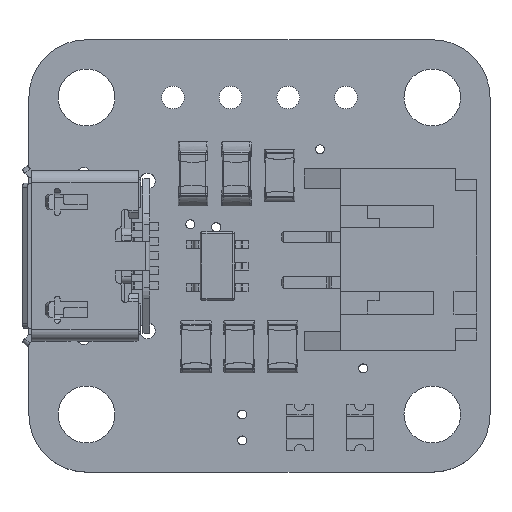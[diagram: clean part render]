
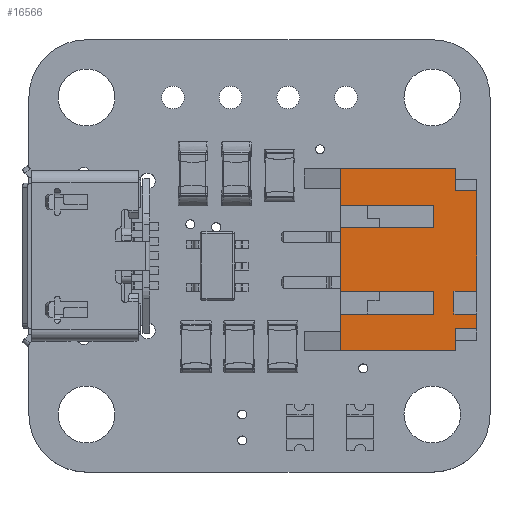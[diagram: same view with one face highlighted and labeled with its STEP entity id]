
A CAD part, top view. The second image highlights one B-rep face of the part: STEP entity #16566.
In plain terms, the highlighted planar face has unit normal (0, 0, 1).
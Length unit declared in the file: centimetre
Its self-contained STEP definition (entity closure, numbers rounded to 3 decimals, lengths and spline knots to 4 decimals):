
#1380=LINE('',#26489,#3218);
#1456=LINE('',#26645,#3294);
#1460=LINE('',#26653,#3298);
#1464=LINE('',#26661,#3302);
#1512=LINE('',#26764,#3350);
#1515=LINE('',#26769,#3353);
#1517=LINE('',#26773,#3355);
#1553=LINE('',#26842,#3391);
#1554=LINE('',#26845,#3392);
#1557=LINE('',#26851,#3395);
#1565=LINE('',#26866,#3403);
#1567=LINE('',#26870,#3405);
#1594=LINE('',#26926,#3432);
#1600=LINE('',#26933,#3438);
#1604=LINE('',#26942,#3442);
#1611=LINE('',#26956,#3449);
#1630=LINE('',#26992,#3468);
#1667=LINE('',#27067,#3505);
#1684=LINE('',#27100,#3522);
#1702=LINE('',#27131,#3540);
#3218=VECTOR('',#21117,0.1);
#3294=VECTOR('',#21227,0.1);
#3298=VECTOR('',#21231,0.1);
#3302=VECTOR('',#21235,0.1);
#3350=VECTOR('',#21315,1.);
#3353=VECTOR('',#21320,1.);
#3355=VECTOR('',#21324,1.);
#3391=VECTOR('',#21378,0.1);
#3392=VECTOR('',#21381,0.1);
#3395=VECTOR('',#21386,0.1);
#3403=VECTOR('',#21396,0.1);
#3405=VECTOR('',#21400,0.1);
#3432=VECTOR('',#21445,0.1);
#3438=VECTOR('',#21451,0.1);
#3442=VECTOR('',#21459,0.1);
#3449=VECTOR('',#21470,0.1);
#3468=VECTOR('',#21505,0.1);
#3505=VECTOR('',#21588,0.1);
#3522=VECTOR('',#21615,0.1);
#3540=VECTOR('',#21647,0.1);
#4391=PLANE('',#17851);
#5284=FACE_OUTER_BOUND('',#6240,.T.);
#6240=EDGE_LOOP('',(#14512,#14513,#14514,#14515,#14516,#14517,#14518,#14519,
#14520,#14521,#14522,#14523,#14524,#14525,#14526,#14527,#14528,#14529,#14530,
#14531));
#7940=VERTEX_POINT('',#26486);
#7941=VERTEX_POINT('',#26488);
#8003=VERTEX_POINT('',#26642);
#8004=VERTEX_POINT('',#26644);
#8007=VERTEX_POINT('',#26650);
#8008=VERTEX_POINT('',#26652);
#8011=VERTEX_POINT('',#26658);
#8012=VERTEX_POINT('',#26660);
#8050=VERTEX_POINT('',#26762);
#8051=VERTEX_POINT('',#26763);
#8052=VERTEX_POINT('',#26768);
#8053=VERTEX_POINT('',#26772);
#8077=VERTEX_POINT('',#26840);
#8078=VERTEX_POINT('',#26844);
#8080=VERTEX_POINT('',#26850);
#8087=VERTEX_POINT('',#26869);
#8107=VERTEX_POINT('',#26925);
#8110=VERTEX_POINT('',#26939);
#8111=VERTEX_POINT('',#26941);
#8116=VERTEX_POINT('',#26955);
#10014=EDGE_CURVE('',#7940,#7941,#1380,.T.);
#10092=EDGE_CURVE('',#8003,#8004,#1456,.T.);
#10096=EDGE_CURVE('',#8007,#8008,#1460,.T.);
#10100=EDGE_CURVE('',#8011,#8012,#1464,.T.);
#10151=EDGE_CURVE('',#8050,#8051,#1512,.T.);
#10154=EDGE_CURVE('',#8052,#8050,#1515,.T.);
#10156=EDGE_CURVE('',#8053,#8052,#1517,.T.);
#10192=EDGE_CURVE('',#8011,#8077,#1553,.T.);
#10193=EDGE_CURVE('',#8008,#8078,#1554,.T.);
#10196=EDGE_CURVE('',#8004,#8080,#1557,.T.);
#10204=EDGE_CURVE('',#8078,#8077,#1565,.T.);
#10206=EDGE_CURVE('',#8080,#8087,#1567,.T.);
#10233=EDGE_CURVE('',#8107,#8053,#1594,.T.);
#10239=EDGE_CURVE('',#8051,#7941,#1600,.T.);
#10243=EDGE_CURVE('',#8111,#8110,#1604,.T.);
#10250=EDGE_CURVE('',#8012,#8116,#1611,.T.);
#10269=EDGE_CURVE('',#7940,#8116,#1630,.T.);
#10306=EDGE_CURVE('',#8007,#8087,#1667,.T.);
#10323=EDGE_CURVE('',#8110,#8107,#1684,.T.);
#10341=EDGE_CURVE('',#8003,#8111,#1702,.T.);
#14512=ORIENTED_EDGE('',*,*,#10151,.T.);
#14513=ORIENTED_EDGE('',*,*,#10239,.T.);
#14514=ORIENTED_EDGE('',*,*,#10014,.F.);
#14515=ORIENTED_EDGE('',*,*,#10269,.T.);
#14516=ORIENTED_EDGE('',*,*,#10250,.F.);
#14517=ORIENTED_EDGE('',*,*,#10100,.F.);
#14518=ORIENTED_EDGE('',*,*,#10192,.T.);
#14519=ORIENTED_EDGE('',*,*,#10204,.F.);
#14520=ORIENTED_EDGE('',*,*,#10193,.F.);
#14521=ORIENTED_EDGE('',*,*,#10096,.F.);
#14522=ORIENTED_EDGE('',*,*,#10306,.T.);
#14523=ORIENTED_EDGE('',*,*,#10206,.F.);
#14524=ORIENTED_EDGE('',*,*,#10196,.F.);
#14525=ORIENTED_EDGE('',*,*,#10092,.F.);
#14526=ORIENTED_EDGE('',*,*,#10341,.T.);
#14527=ORIENTED_EDGE('',*,*,#10243,.T.);
#14528=ORIENTED_EDGE('',*,*,#10323,.T.);
#14529=ORIENTED_EDGE('',*,*,#10233,.T.);
#14530=ORIENTED_EDGE('',*,*,#10156,.T.);
#14531=ORIENTED_EDGE('',*,*,#10154,.T.);
#16566=ADVANCED_FACE('',(#5284),#4391,.F.);
#17851=AXIS2_PLACEMENT_3D('',#27146,#21665,#21666);
#21117=DIRECTION('',(1.,0.,0.));
#21227=DIRECTION('',(0.,1.,0.));
#21231=DIRECTION('',(0.,1.,0.));
#21235=DIRECTION('',(0.,1.,0.));
#21315=DIRECTION('',(1.,0.,0.));
#21320=DIRECTION('',(0.,1.,0.));
#21324=DIRECTION('',(-1.,0.,0.));
#21378=DIRECTION('',(1.,0.,0.));
#21381=DIRECTION('',(1.,0.,0.));
#21386=DIRECTION('',(1.,0.,0.));
#21396=DIRECTION('',(0.,1.,0.));
#21400=DIRECTION('',(0.,1.,0.));
#21445=DIRECTION('',(0.,1.,0.));
#21451=DIRECTION('',(0.,1.,0.));
#21459=DIRECTION('',(0.,1.,0.));
#21470=DIRECTION('',(1.,0.,0.));
#21505=DIRECTION('',(0.,1.,0.));
#21588=DIRECTION('',(1.,0.,0.));
#21615=DIRECTION('',(1.,0.,0.));
#21647=DIRECTION('',(1.,0.,0.));
#21665=DIRECTION('center_axis',(0.,0.,-1.));
#21666=DIRECTION('ref_axis',(-1.,0.,0.));
#26486=CARTESIAN_POINT('',(-0.7371,0.3019,0.564));
#26488=CARTESIAN_POINT('',(-0.6431,0.3019,0.564));
#26489=CARTESIAN_POINT('',(-0.7371,0.3019,0.564));
#26642=CARTESIAN_POINT('',(-1.2431,-0.4031,0.564));
#26644=CARTESIAN_POINT('',(-1.2431,-0.2431,0.564));
#26645=CARTESIAN_POINT('',(-1.2431,-0.4031,0.564));
#26650=CARTESIAN_POINT('',(-1.2431,-0.1431,0.564));
#26652=CARTESIAN_POINT('',(-1.2431,0.1369,0.564));
#26653=CARTESIAN_POINT('',(-1.2431,-0.1431,0.564));
#26658=CARTESIAN_POINT('',(-1.2431,0.2369,0.564));
#26660=CARTESIAN_POINT('',(-1.2431,0.3969,0.564));
#26661=CARTESIAN_POINT('',(-1.2431,0.2369,0.564));
#26762=CARTESIAN_POINT('',(-0.7431,-0.1431,0.564));
#26763=CARTESIAN_POINT('',(-0.6431,-0.1431,0.564));
#26764=CARTESIAN_POINT('',(-0.8503,-0.1431,0.564));
#26768=CARTESIAN_POINT('',(-0.7431,-0.2431,0.564));
#26769=CARTESIAN_POINT('',(-0.7431,-0.1254,0.564));
#26772=CARTESIAN_POINT('',(-0.6431,-0.2431,0.564));
#26773=CARTESIAN_POINT('',(-0.8003,-0.2431,0.564));
#26840=CARTESIAN_POINT('',(-0.8331,0.2369,0.564));
#26842=CARTESIAN_POINT('',(-1.2431,0.2369,0.564));
#26844=CARTESIAN_POINT('',(-0.8331,0.1369,0.564));
#26845=CARTESIAN_POINT('',(-1.2431,0.1369,0.564));
#26850=CARTESIAN_POINT('',(-0.8331,-0.2431,0.564));
#26851=CARTESIAN_POINT('',(-1.2431,-0.2431,0.564));
#26866=CARTESIAN_POINT('',(-0.8331,0.1369,0.564));
#26869=CARTESIAN_POINT('',(-0.8331,-0.1431,0.564));
#26870=CARTESIAN_POINT('',(-0.8331,-0.2431,0.564));
#26925=CARTESIAN_POINT('',(-0.6431,-0.3081,0.564));
#26926=CARTESIAN_POINT('',(-0.6431,-0.3081,0.564));
#26933=CARTESIAN_POINT('',(-0.6431,-0.1431,0.564));
#26939=CARTESIAN_POINT('',(-0.7371,-0.3081,0.564));
#26941=CARTESIAN_POINT('',(-0.7371,-0.4031,0.564));
#26942=CARTESIAN_POINT('',(-0.7371,-0.4031,0.564));
#26955=CARTESIAN_POINT('',(-0.7371,0.3969,0.564));
#26956=CARTESIAN_POINT('',(-1.2431,0.3969,0.564));
#26992=CARTESIAN_POINT('',(-0.7371,0.3019,0.564));
#27067=CARTESIAN_POINT('',(-1.2431,-0.1431,0.564));
#27100=CARTESIAN_POINT('',(-0.7371,-0.3081,0.564));
#27131=CARTESIAN_POINT('',(-1.2431,-0.4031,0.564));
#27146=CARTESIAN_POINT('Origin',(-0.9575,-0.0077,
0.564));
